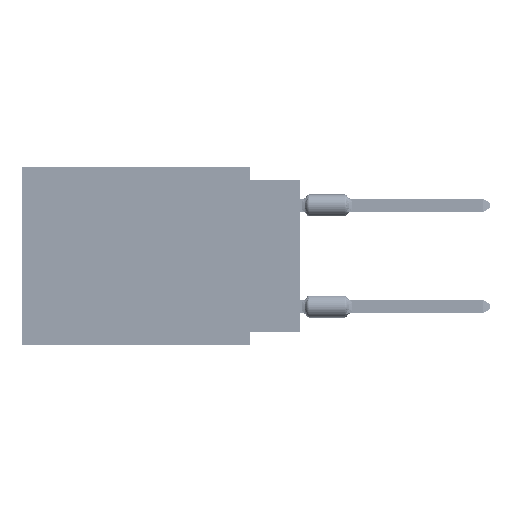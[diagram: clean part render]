
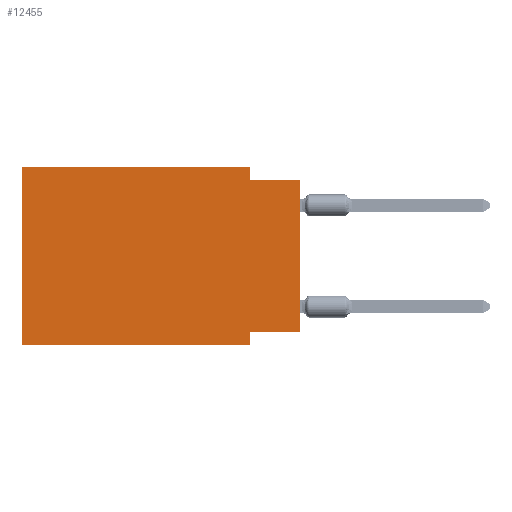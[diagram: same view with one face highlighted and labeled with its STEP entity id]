
A CAD part, left-side view. The second image highlights one B-rep face of the part: STEP entity #12455.
In plain terms, the highlighted planar face has unit normal (-1, 0, 0).
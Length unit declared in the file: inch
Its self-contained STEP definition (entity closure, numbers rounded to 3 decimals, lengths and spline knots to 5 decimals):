
#36 = CARTESIAN_POINT ( 'NONE',  ( 0., 0., -0.325 ) ) ;
#453 = LINE ( 'NONE', #34042, #59974 ) ;
#1059 = LINE ( 'NONE', #41283, #4608 ) ;
#1291 = CARTESIAN_POINT ( 'NONE',  ( 0., 0., -0.325 ) ) ;
#1370 = CARTESIAN_POINT ( 'NONE',  ( 0., 0.1, -0.35 ) ) ;
#4423 = EDGE_CURVE ( 'NONE', #44126, #47001, #5078, .T. ) ;
#4608 = VECTOR ( 'NONE', #36071, 39.37008 ) ;
#4766 = VERTEX_POINT ( 'NONE', #1291 ) ;
#5078 = LINE ( 'NONE', #9014, #48571 ) ;
#6754 = EDGE_CURVE ( 'NONE', #4766, #44126, #18652, .T. ) ;
#8023 = ORIENTED_EDGE ( 'NONE', *, *, #6754, .F. ) ;
#8945 = FACE_OUTER_BOUND ( 'NONE', #10212, .T. ) ;
#9014 = CARTESIAN_POINT ( 'NONE',  ( 0., 0.1, -0.35 ) ) ;
#10212 = EDGE_LOOP ( 'NONE', ( #47882, #24864, #46099, #61851, #37934, #17656, #21766, #8023 ) ) ;
#10795 = LINE ( 'NONE', #46411, #57890 ) ;
#11357 = VECTOR ( 'NONE', #70533, 39.37008 ) ;
#12329 = DIRECTION ( 'NONE',  ( 0., -1., 0. ) ) ;
#12420 = LINE ( 'NONE', #66931, #47122 ) ;
#12455 = ADVANCED_FACE ( 'NONE', ( #8945 ), #67054, .F. ) ;
#14656 = DIRECTION ( 'NONE',  ( 0., 0., -1. ) ) ;
#15448 = LINE ( 'NONE', #58247, #19925 ) ;
#15516 = AXIS2_PLACEMENT_3D ( 'NONE', #33069, #15828, #72496 ) ;
#15737 = LINE ( 'NONE', #58357, #11357 ) ;
#15828 = DIRECTION ( 'NONE',  ( 1., 0., 0. ) ) ;
#16112 = DIRECTION ( 'NONE',  ( 0., 1., 0. ) ) ;
#16126 = EDGE_CURVE ( 'NONE', #31507, #56036, #15448, .T. ) ;
#17656 = ORIENTED_EDGE ( 'NONE', *, *, #72203, .T. ) ;
#18652 = LINE ( 'NONE', #36, #53272 ) ;
#19925 = VECTOR ( 'NONE', #54476, 39.37008 ) ;
#21766 = ORIENTED_EDGE ( 'NONE', *, *, #4423, .F. ) ;
#24864 = ORIENTED_EDGE ( 'NONE', *, *, #43881, .F. ) ;
#31256 = CARTESIAN_POINT ( 'NONE',  ( 0., 0.55, -0.35 ) ) ;
#31507 = VERTEX_POINT ( 'NONE', #31256 ) ;
#33069 = CARTESIAN_POINT ( 'NONE',  ( 0., 0.55, 0. ) ) ;
#34042 = CARTESIAN_POINT ( 'NONE',  ( 0., 0.1, 0. ) ) ;
#35752 = EDGE_CURVE ( 'NONE', #49869, #54585, #453, .T. ) ;
#36071 = DIRECTION ( 'NONE',  ( 0., -1., 0. ) ) ;
#36752 = VERTEX_POINT ( 'NONE', #71759 ) ;
#37934 = ORIENTED_EDGE ( 'NONE', *, *, #16126, .F. ) ;
#38187 = DIRECTION ( 'NONE',  ( 0., 0., 1. ) ) ;
#41283 = CARTESIAN_POINT ( 'NONE',  ( 0., 0.55, 0. ) ) ;
#43881 = EDGE_CURVE ( 'NONE', #54585, #36752, #15737, .T. ) ;
#44126 = VERTEX_POINT ( 'NONE', #56314 ) ;
#44936 = DIRECTION ( 'NONE',  ( 0., 0., -1. ) ) ;
#46099 = ORIENTED_EDGE ( 'NONE', *, *, #35752, .F. ) ;
#46411 = CARTESIAN_POINT ( 'NONE',  ( 0., 0.55, -0.35 ) ) ;
#47001 = VERTEX_POINT ( 'NONE', #1370 ) ;
#47122 = VECTOR ( 'NONE', #38187, 39.37008 ) ;
#47882 = ORIENTED_EDGE ( 'NONE', *, *, #67213, .T. ) ;
#48571 = VECTOR ( 'NONE', #14656, 39.37008 ) ;
#49869 = VERTEX_POINT ( 'NONE', #67735 ) ;
#53272 = VECTOR ( 'NONE', #16112, 39.37008 ) ;
#53405 = CARTESIAN_POINT ( 'NONE',  ( 0., 0.1, -0.025 ) ) ;
#54476 = DIRECTION ( 'NONE',  ( 0., 0., 1. ) ) ;
#54585 = VERTEX_POINT ( 'NONE', #53405 ) ;
#54689 = CARTESIAN_POINT ( 'NONE',  ( 0., 0.55, 0. ) ) ;
#56036 = VERTEX_POINT ( 'NONE', #54689 ) ;
#56314 = CARTESIAN_POINT ( 'NONE',  ( 0., 0.1, -0.325 ) ) ;
#57890 = VECTOR ( 'NONE', #12329, 39.37008 ) ;
#58247 = CARTESIAN_POINT ( 'NONE',  ( 0., 0.55, 0. ) ) ;
#58357 = CARTESIAN_POINT ( 'NONE',  ( 0., 0., -0.025 ) ) ;
#59974 = VECTOR ( 'NONE', #44936, 39.37008 ) ;
#61851 = ORIENTED_EDGE ( 'NONE', *, *, #66468, .F. ) ;
#66468 = EDGE_CURVE ( 'NONE', #56036, #49869, #1059, .T. ) ;
#66931 = CARTESIAN_POINT ( 'NONE',  ( 0., 0., 0. ) ) ;
#67054 = PLANE ( 'NONE',  #15516 ) ;
#67213 = EDGE_CURVE ( 'NONE', #4766, #36752, #12420, .T. ) ;
#67735 = CARTESIAN_POINT ( 'NONE',  ( 0., 0.1, 0. ) ) ;
#70533 = DIRECTION ( 'NONE',  ( 0., -1., 0. ) ) ;
#71759 = CARTESIAN_POINT ( 'NONE',  ( 0., 0., -0.025 ) ) ;
#72203 = EDGE_CURVE ( 'NONE', #31507, #47001, #10795, .T. ) ;
#72496 = DIRECTION ( 'NONE',  ( 0., 0., -1. ) ) ;
